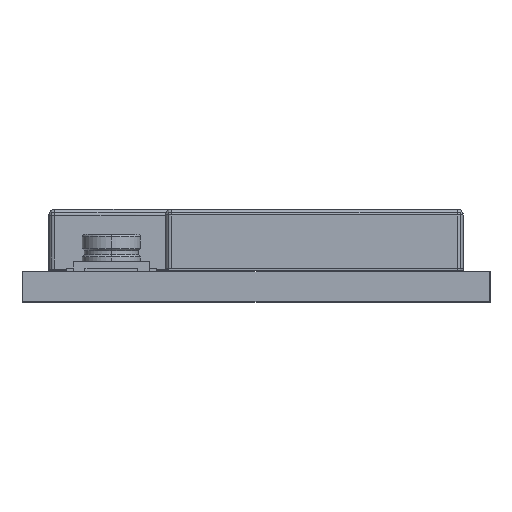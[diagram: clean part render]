
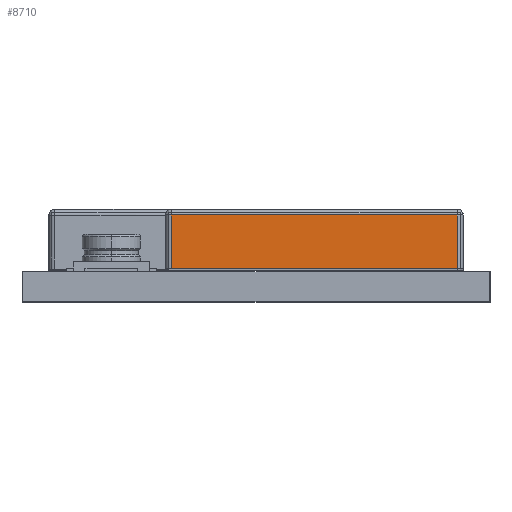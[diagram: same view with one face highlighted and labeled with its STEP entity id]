
A CAD part, top view. The second image highlights one B-rep face of the part: STEP entity #8710.
In plain terms, the highlighted planar face has unit normal (0, 0, 1).
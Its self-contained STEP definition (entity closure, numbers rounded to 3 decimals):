
#807 = LINE ( 'NONE', #18580, #11543 ) ;
#1192 = CARTESIAN_POINT ( 'NONE',  ( 6.9, 1.1, 12.6 ) ) ;
#1340 = DIRECTION ( 'NONE',  ( 0., -1., 0. ) ) ;
#2158 = PLANE ( 'NONE',  #12774 ) ;
#3947 = DIRECTION ( 'NONE',  ( 0., 1., 0. ) ) ;
#4093 = VERTEX_POINT ( 'NONE', #1192 ) ;
#4504 = LINE ( 'NONE', #6697, #10215 ) ;
#5775 = VERTEX_POINT ( 'NONE', #12075 ) ;
#6218 = EDGE_CURVE ( 'NONE', #25602, #5775, #26490, .T. ) ;
#6424 = ORIENTED_EDGE ( 'NONE', *, *, #9641, .F. ) ;
#6677 = CARTESIAN_POINT ( 'NONE',  ( -3., 3.15, 12.6 ) ) ;
#6697 = CARTESIAN_POINT ( 'NONE',  ( -3., 2.95, 12.6 ) ) ;
#7070 = DIRECTION ( 'NONE',  ( -1., 0., 0. ) ) ;
#8710 = ADVANCED_FACE ( 'NONE', ( #21276 ), #2158, .F. ) ;
#8833 = DIRECTION ( 'NONE',  ( 1., 0., 0. ) ) ;
#9421 = VECTOR ( 'NONE', #3947, 1000. ) ;
#9641 = EDGE_CURVE ( 'NONE', #5775, #14629, #4504, .T. ) ;
#9952 = EDGE_CURVE ( 'NONE', #25602, #4093, #14188, .T. ) ;
#10215 = VECTOR ( 'NONE', #8833, 1000. ) ;
#10537 = VECTOR ( 'NONE', #22375, 1000. ) ;
#11543 = VECTOR ( 'NONE', #1340, 1000. ) ;
#11776 = CARTESIAN_POINT ( 'NONE',  ( -2.9, 3.15, 12.6 ) ) ;
#12075 = CARTESIAN_POINT ( 'NONE',  ( -2.9, 2.95, 12.6 ) ) ;
#12774 = AXIS2_PLACEMENT_3D ( 'NONE', #6677, #17791, #7070 ) ;
#13021 = EDGE_CURVE ( 'NONE', #14629, #4093, #807, .T. ) ;
#14188 = LINE ( 'NONE', #20235, #10537 ) ;
#14624 = EDGE_LOOP ( 'NONE', ( #23257, #15071, #6424, #23921 ) ) ;
#14629 = VERTEX_POINT ( 'NONE', #21550 ) ;
#15071 = ORIENTED_EDGE ( 'NONE', *, *, #13021, .F. ) ;
#17791 = DIRECTION ( 'NONE',  ( 0., 0., -1. ) ) ;
#18580 = CARTESIAN_POINT ( 'NONE',  ( 6.9, 3.15, 12.6 ) ) ;
#19108 = CARTESIAN_POINT ( 'NONE',  ( -2.9, 1.1, 12.6 ) ) ;
#20235 = CARTESIAN_POINT ( 'NONE',  ( -35.487, 1.1, 12.6 ) ) ;
#21276 = FACE_OUTER_BOUND ( 'NONE', #14624, .T. ) ;
#21550 = CARTESIAN_POINT ( 'NONE',  ( 6.9, 2.95, 12.6 ) ) ;
#22375 = DIRECTION ( 'NONE',  ( 1., 0., 0. ) ) ;
#23257 = ORIENTED_EDGE ( 'NONE', *, *, #9952, .T. ) ;
#23921 = ORIENTED_EDGE ( 'NONE', *, *, #6218, .F. ) ;
#25602 = VERTEX_POINT ( 'NONE', #19108 ) ;
#26490 = LINE ( 'NONE', #11776, #9421 ) ;
